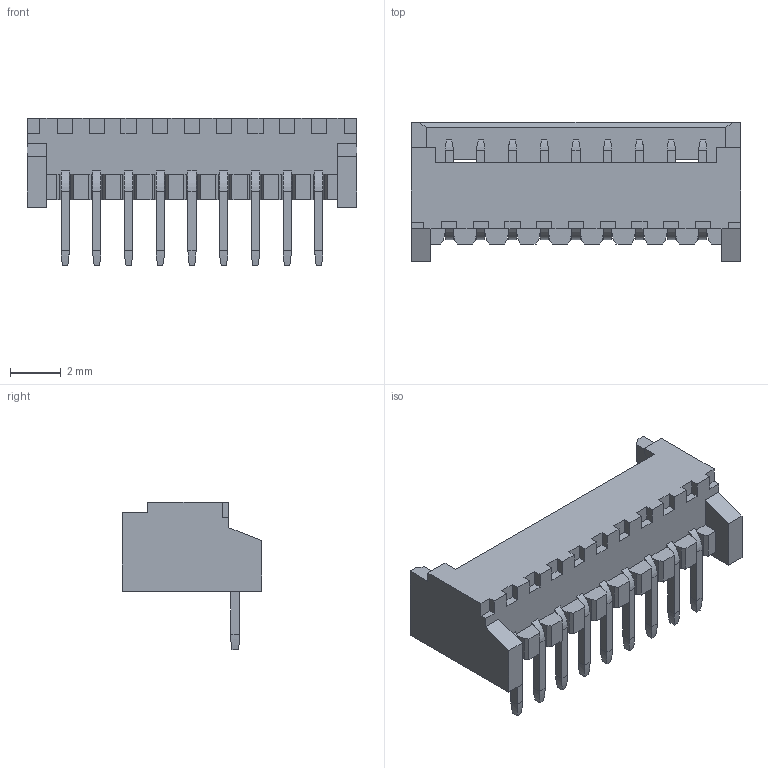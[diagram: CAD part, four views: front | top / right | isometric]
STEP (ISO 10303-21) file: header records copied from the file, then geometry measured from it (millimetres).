
FILE_DESCRIPTION((''),'2;1');
FILE_NAME('530480910','2019-04-30T',('gga'),(''),'PRO/ENGINEER BY PARAMETRIC TECHNOLOGY CORPORATION, 2016010','PRO/ENGINEER BY PARAMETRIC TECHNOLOGY CORPORATION, 2016010','');
FILE_SCHEMA(('CONFIG_CONTROL_DESIGN'));
Length unit declared in the file: millimetre
Products named in the file (1): 530480910
Bounding box: 13 x 5.5 x 5.8 mm (x, y, z)
Volume: 97.4 mm3; surface area: 374.3 mm2
Topology: 1 solids, 1 shells, 319 faces, 864 edges, 556 vertices
Faces by surface type: plane 238, bspline 72, cylinder 9
Entity records: 11584 total; most frequent: CARTESIAN_POINT 3882, ORIENTED_EDGE 1692, DIRECTION 1324, EDGE_CURVE 846, VECTOR 756, LINE 756, VERTEX_POINT 538, EDGE_LOOP 332
